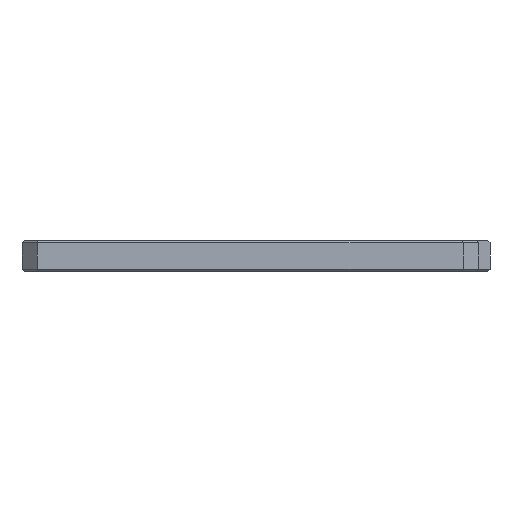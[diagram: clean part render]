
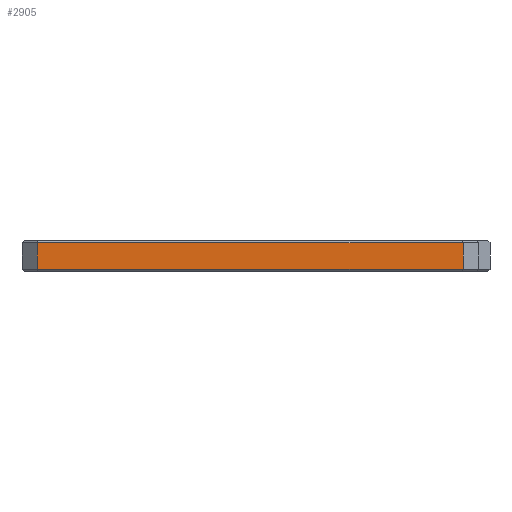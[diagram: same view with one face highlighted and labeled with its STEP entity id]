
A CAD part, left-side view. The second image highlights one B-rep face of the part: STEP entity #2905.
In plain terms, the highlighted planar face has unit normal (-1, 0, 0).
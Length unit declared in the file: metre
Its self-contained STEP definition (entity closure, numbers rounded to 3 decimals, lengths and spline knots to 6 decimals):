
#145=LINE('',#4464,#435);
#146=LINE('',#4467,#436);
#147=LINE('',#4469,#437);
#148=LINE('',#4471,#438);
#435=VECTOR('',#3532,1.);
#436=VECTOR('',#3533,1.);
#437=VECTOR('',#3534,1.);
#438=VECTOR('',#3535,1.);
#663=PLANE('',#3133);
#872=ORIENTED_EDGE('',*,*,#1722,.T.);
#873=ORIENTED_EDGE('',*,*,#1723,.T.);
#874=ORIENTED_EDGE('',*,*,#1724,.T.);
#875=ORIENTED_EDGE('',*,*,#1725,.T.);
#1722=EDGE_CURVE('',#2145,#2146,#145,.T.);
#1723=EDGE_CURVE('',#2146,#2147,#146,.T.);
#1724=EDGE_CURVE('',#2147,#2148,#147,.T.);
#1725=EDGE_CURVE('',#2148,#2145,#148,.T.);
#2145=VERTEX_POINT('',#4465);
#2146=VERTEX_POINT('',#4466);
#2147=VERTEX_POINT('',#4468);
#2148=VERTEX_POINT('',#4470);
#2443=EDGE_LOOP('',(#872,#873,#874,#875));
#2660=FACE_BOUND('',#2443,.T.);
#2905=ADVANCED_FACE('',(#2660),#663,.F.);
#3133=AXIS2_PLACEMENT_3D('',#4463,#3530,#3531);
#3530=DIRECTION('',(1.,0.,0.));
#3531=DIRECTION('',(0.,0.,-1.));
#3532=DIRECTION('',(0.,0.,1.));
#3533=DIRECTION('',(0.,1.,0.));
#3534=DIRECTION('',(0.,0.,-1.));
#3535=DIRECTION('',(0.,-1.,0.));
#4463=CARTESIAN_POINT('',(-0.076794,0.,-0.025));
#4464=CARTESIAN_POINT('',(-0.076794,-0.041294,-0.025));
#4465=CARTESIAN_POINT('',(-0.076794,-0.041294,-0.0056));
#4466=CARTESIAN_POINT('',(-0.076794,-0.041294,-0.00041));
#4467=CARTESIAN_POINT('',(-0.076794,0.041294,-0.00041));
#4468=CARTESIAN_POINT('',(-0.076794,0.041294,-0.00041));
#4469=CARTESIAN_POINT('',(-0.076794,0.041294,-0.006));
#4470=CARTESIAN_POINT('',(-0.076794,0.041294,-0.0056));
#4471=CARTESIAN_POINT('',(-0.076794,-0.041294,-0.0056));
